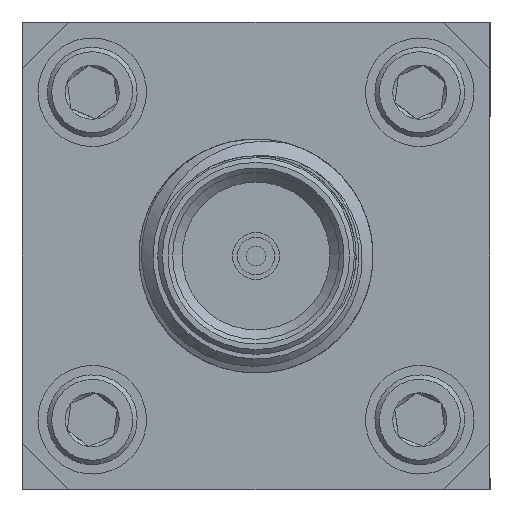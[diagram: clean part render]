
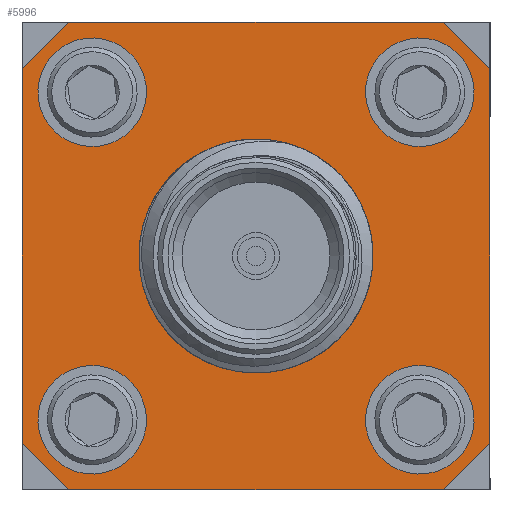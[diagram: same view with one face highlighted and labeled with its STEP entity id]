
A CAD part, left-side view. The second image highlights one B-rep face of the part: STEP entity #5996.
In plain terms, the highlighted planar face has unit normal (-1, 0, 0).
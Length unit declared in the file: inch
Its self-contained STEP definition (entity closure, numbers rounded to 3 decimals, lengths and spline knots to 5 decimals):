
#5 = CARTESIAN_POINT ( 'NONE',  ( -0.87, 0.19722, -0.12142 ) ) ;
#627 = ORIENTED_EDGE ( 'NONE', *, *, #23864, .T. ) ;
#1548 = VERTEX_POINT ( 'NONE', #15800 ) ;
#1723 = CIRCLE ( 'NONE', #2348, 0.058 ) ;
#1793 = EDGE_LOOP ( 'NONE', ( #21845 ) ) ;
#2103 = CIRCLE ( 'NONE', #13888, 0.115 ) ;
#2181 = EDGE_CURVE ( 'NONE', #6425, #37349, #2193, .T. ) ;
#2193 = LINE ( 'NONE', #25907, #38244 ) ;
#2348 = AXIS2_PLACEMENT_3D ( 'NONE', #12633, #9711, #21551 ) ;
#2594 = ORIENTED_EDGE ( 'NONE', *, *, #34672, .T. ) ;
#2893 = LINE ( 'NONE', #8913, #10334 ) ;
#3331 = CARTESIAN_POINT ( 'NONE',  ( -0.87, -0.25, 0.2 ) ) ;
#4238 = CARTESIAN_POINT ( 'NONE',  ( -0.87, 0.25, 0.2 ) ) ;
#4454 = CARTESIAN_POINT ( 'NONE',  ( -0.87, 0.2, -0.25 ) ) ;
#4474 = CIRCLE ( 'NONE', #33627, 0.058 ) ;
#4835 = VECTOR ( 'NONE', #19369, 39.37008 ) ;
#5390 = CARTESIAN_POINT ( 'NONE',  ( -0.87, 0., 0. ) ) ;
#5878 = EDGE_CURVE ( 'NONE', #24514, #24514, #11270, .T. ) ;
#5986 = LINE ( 'NONE', #17828, #32204 ) ;
#5996 = ADVANCED_FACE ( 'NONE', ( #13942, #37645, #22869, #14131, #36887, #11966 ), #32018, .F. ) ;
#6425 = VERTEX_POINT ( 'NONE', #8632 ) ;
#6954 = LINE ( 'NONE', #10235, #23744 ) ;
#6965 = DIRECTION ( 'NONE',  ( 0., 1., 0. ) ) ;
#7023 = VECTOR ( 'NONE', #27315, 39.37008 ) ;
#7038 = ORIENTED_EDGE ( 'NONE', *, *, #33690, .T. ) ;
#7112 = LINE ( 'NONE', #24212, #7023 ) ;
#7418 = LINE ( 'NONE', #34048, #21813 ) ;
#7990 = EDGE_CURVE ( 'NONE', #15764, #15764, #2103, .T. ) ;
#8632 = CARTESIAN_POINT ( 'NONE',  ( -0.87, 0.25, -0.2 ) ) ;
#8913 = CARTESIAN_POINT ( 'NONE',  ( -0.87, -0.25, 0.25 ) ) ;
#9482 = CIRCLE ( 'NONE', #15670, 0.058 ) ;
#9550 = CARTESIAN_POINT ( 'NONE',  ( -0.87, 0.19722, 0.12142 ) ) ;
#9711 = DIRECTION ( 'NONE',  ( 1., 0., 0. ) ) ;
#9730 = DIRECTION ( 'NONE',  ( -1., 0., 0. ) ) ;
#9994 = VERTEX_POINT ( 'NONE', #18557 ) ;
#10052 = LINE ( 'NONE', #4238, #4835 ) ;
#10189 = VERTEX_POINT ( 'NONE', #3331 ) ;
#10235 = CARTESIAN_POINT ( 'NONE',  ( -0.87, -0.25, -0.25 ) ) ;
#10334 = VECTOR ( 'NONE', #6965, 39.37008 ) ;
#10767 = DIRECTION ( 'NONE',  ( 0., 0., -1. ) ) ;
#11270 = CIRCLE ( 'NONE', #32995, 0.058 ) ;
#11618 = DIRECTION ( 'NONE',  ( 0., -0.707, 0.707 ) ) ;
#11966 = FACE_BOUND ( 'NONE', #1793, .T. ) ;
#12429 = EDGE_LOOP ( 'NONE', ( #18693 ) ) ;
#12569 = EDGE_CURVE ( 'NONE', #19622, #19622, #4474, .T. ) ;
#12633 = CARTESIAN_POINT ( 'NONE',  ( -0.87, 0.175, -0.175 ) ) ;
#12771 = CARTESIAN_POINT ( 'NONE',  ( -0.87, 0.175, 0.175 ) ) ;
#13051 = ORIENTED_EDGE ( 'NONE', *, *, #36854, .T. ) ;
#13409 = ORIENTED_EDGE ( 'NONE', *, *, #23959, .T. ) ;
#13794 = DIRECTION ( 'NONE',  ( 1., 0., 0. ) ) ;
#13888 = AXIS2_PLACEMENT_3D ( 'NONE', #36638, #28464, #10767 ) ;
#13942 = FACE_OUTER_BOUND ( 'NONE', #33282, .T. ) ;
#14131 = FACE_BOUND ( 'NONE', #33675, .T. ) ;
#14639 = CARTESIAN_POINT ( 'NONE',  ( -0.87, 0.25, 0.2 ) ) ;
#15124 = EDGE_CURVE ( 'NONE', #19389, #1548, #2893, .T. ) ;
#15660 = EDGE_LOOP ( 'NONE', ( #37318 ) ) ;
#15670 = AXIS2_PLACEMENT_3D ( 'NONE', #34597, #13794, #34985 ) ;
#15764 = VERTEX_POINT ( 'NONE', #36578 ) ;
#15800 = CARTESIAN_POINT ( 'NONE',  ( -0.87, 0.2, 0.25 ) ) ;
#15983 = ORIENTED_EDGE ( 'NONE', *, *, #2181, .T. ) ;
#17110 = VERTEX_POINT ( 'NONE', #5 ) ;
#17152 = DIRECTION ( 'NONE',  ( 0., -0.707, -0.707 ) ) ;
#17227 = DIRECTION ( 'NONE',  ( 1., 0., 0. ) ) ;
#17828 = CARTESIAN_POINT ( 'NONE',  ( -0.87, -0.25, -0.2 ) ) ;
#18134 = EDGE_LOOP ( 'NONE', ( #30173 ) ) ;
#18557 = CARTESIAN_POINT ( 'NONE',  ( -0.87, -0.2, -0.25 ) ) ;
#18693 = ORIENTED_EDGE ( 'NONE', *, *, #12569, .F. ) ;
#19047 = CARTESIAN_POINT ( 'NONE',  ( -0.87, -0.175, -0.175 ) ) ;
#19369 = DIRECTION ( 'NONE',  ( 0., 0.707, -0.707 ) ) ;
#19389 = VERTEX_POINT ( 'NONE', #26766 ) ;
#19622 = VERTEX_POINT ( 'NONE', #34053 ) ;
#19725 = VECTOR ( 'NONE', #35155, 39.37008 ) ;
#21551 = DIRECTION ( 'NONE',  ( 0., 0.383, 0.924 ) ) ;
#21813 = VECTOR ( 'NONE', #36571, 39.37008 ) ;
#21845 = ORIENTED_EDGE ( 'NONE', *, *, #30801, .T. ) ;
#22133 = ORIENTED_EDGE ( 'NONE', *, *, #25539, .T. ) ;
#22792 = EDGE_CURVE ( 'NONE', #17110, #17110, #1723, .T. ) ;
#22869 = FACE_BOUND ( 'NONE', #18134, .T. ) ;
#23744 = VECTOR ( 'NONE', #33582, 39.37008 ) ;
#23864 = EDGE_CURVE ( 'NONE', #30163, #6425, #34410, .T. ) ;
#23959 = EDGE_CURVE ( 'NONE', #9994, #29828, #5986, .T. ) ;
#24212 = CARTESIAN_POINT ( 'NONE',  ( -0.87, -0.25, -0.25 ) ) ;
#24514 = VERTEX_POINT ( 'NONE', #9550 ) ;
#25539 = EDGE_CURVE ( 'NONE', #1548, #30163, #10052, .T. ) ;
#25769 = AXIS2_PLACEMENT_3D ( 'NONE', #5390, #17227, #32580 ) ;
#25907 = CARTESIAN_POINT ( 'NONE',  ( -0.87, 0.2, -0.25 ) ) ;
#26766 = CARTESIAN_POINT ( 'NONE',  ( -0.87, -0.2, 0.25 ) ) ;
#26993 = CARTESIAN_POINT ( 'NONE',  ( -0.87, -0.19722, 0.12142 ) ) ;
#27315 = DIRECTION ( 'NONE',  ( 0., 0., 1. ) ) ;
#28464 = DIRECTION ( 'NONE',  ( 1., 0., 0. ) ) ;
#29828 = VERTEX_POINT ( 'NONE', #35122 ) ;
#29918 = VERTEX_POINT ( 'NONE', #26993 ) ;
#29981 = ORIENTED_EDGE ( 'NONE', *, *, #15124, .T. ) ;
#30163 = VERTEX_POINT ( 'NONE', #14639 ) ;
#30173 = ORIENTED_EDGE ( 'NONE', *, *, #7990, .T. ) ;
#30801 = EDGE_CURVE ( 'NONE', #29918, #29918, #9482, .T. ) ;
#31668 = CARTESIAN_POINT ( 'NONE',  ( -0.87, 0.25, -0.25 ) ) ;
#32018 = PLANE ( 'NONE',  #25769 ) ;
#32204 = VECTOR ( 'NONE', #11618, 39.37008 ) ;
#32521 = ORIENTED_EDGE ( 'NONE', *, *, #22792, .T. ) ;
#32580 = DIRECTION ( 'NONE',  ( 0., 1., 0. ) ) ;
#32995 = AXIS2_PLACEMENT_3D ( 'NONE', #12771, #36507, #33784 ) ;
#33282 = EDGE_LOOP ( 'NONE', ( #7038, #13409, #2594, #13051, #29981, #22133, #627, #15983 ) ) ;
#33460 = DIRECTION ( 'NONE',  ( 0., -0.383, 0.924 ) ) ;
#33582 = DIRECTION ( 'NONE',  ( 0., -1., 0. ) ) ;
#33627 = AXIS2_PLACEMENT_3D ( 'NONE', #19047, #9730, #33460 ) ;
#33675 = EDGE_LOOP ( 'NONE', ( #32521 ) ) ;
#33690 = EDGE_CURVE ( 'NONE', #37349, #9994, #6954, .T. ) ;
#33784 = DIRECTION ( 'NONE',  ( 0., 0.383, -0.924 ) ) ;
#34048 = CARTESIAN_POINT ( 'NONE',  ( -0.87, -0.2, 0.25 ) ) ;
#34053 = CARTESIAN_POINT ( 'NONE',  ( -0.87, -0.19722, -0.12142 ) ) ;
#34410 = LINE ( 'NONE', #31668, #19725 ) ;
#34597 = CARTESIAN_POINT ( 'NONE',  ( -0.87, -0.175, 0.175 ) ) ;
#34672 = EDGE_CURVE ( 'NONE', #29828, #10189, #7112, .T. ) ;
#34985 = DIRECTION ( 'NONE',  ( 0., -0.383, -0.924 ) ) ;
#35122 = CARTESIAN_POINT ( 'NONE',  ( -0.87, -0.25, -0.2 ) ) ;
#35155 = DIRECTION ( 'NONE',  ( 0., 0., -1. ) ) ;
#36507 = DIRECTION ( 'NONE',  ( -1., 0., 0. ) ) ;
#36571 = DIRECTION ( 'NONE',  ( 0., 0.707, 0.707 ) ) ;
#36578 = CARTESIAN_POINT ( 'NONE',  ( -0.87, 0., -0.115 ) ) ;
#36638 = CARTESIAN_POINT ( 'NONE',  ( -0.87, 0., 0. ) ) ;
#36854 = EDGE_CURVE ( 'NONE', #10189, #19389, #7418, .T. ) ;
#36887 = FACE_BOUND ( 'NONE', #12429, .T. ) ;
#37318 = ORIENTED_EDGE ( 'NONE', *, *, #5878, .F. ) ;
#37349 = VERTEX_POINT ( 'NONE', #4454 ) ;
#37645 = FACE_BOUND ( 'NONE', #15660, .T. ) ;
#38244 = VECTOR ( 'NONE', #17152, 39.37008 ) ;
